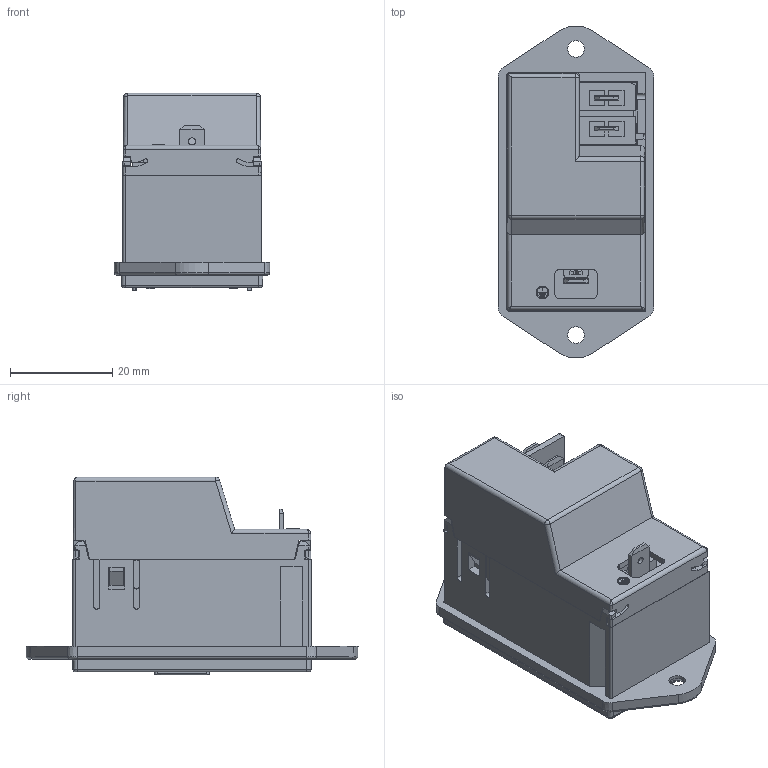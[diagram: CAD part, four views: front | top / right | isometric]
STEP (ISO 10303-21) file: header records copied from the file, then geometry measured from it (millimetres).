
FILE_DESCRIPTION (( 'STEP AP214' ), '1' );
FILE_NAME ('0100.2571.STEP', '2006-10-04T09:41:20', ( '' ), ( '' ), 'SwSTEP 2.0', 'SolidWorks 2006104', '' );
FILE_SCHEMA (( 'AUTOMOTIVE_DESIGN' ));
Length unit declared in the file: millimetre
Products named in the file (1): 0100.2571
Bounding box: 30.5 x 64.96 x 38.7 mm (x, y, z)
Volume: 20869.6 mm3; surface area: 24262.4 mm2
Topology: 1 solids, 1 shells, 990 faces, 2703 edges, 1720 vertices
Faces by surface type: plane 651, cylinder 231, bspline 39, torus 28, cone 26, sphere 15
Entity records: 35646 total; most frequent: CARTESIAN_POINT 10851, ORIENTED_EDGE 5402, DIRECTION 4848, EDGE_CURVE 2701, VECTOR 2080, LINE 2080, VERTEX_POINT 1720, AXIS2_PLACEMENT_3D 1384
